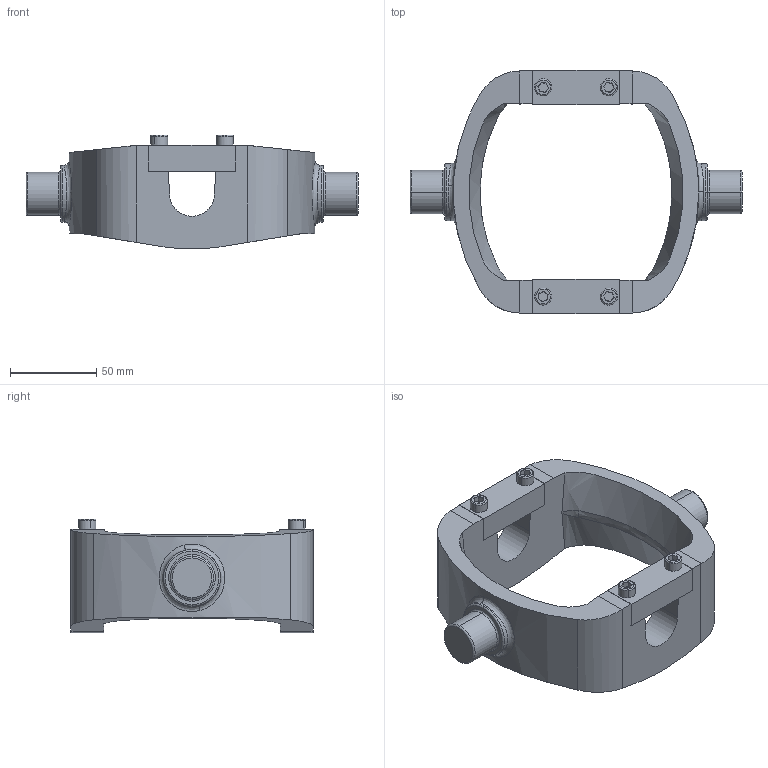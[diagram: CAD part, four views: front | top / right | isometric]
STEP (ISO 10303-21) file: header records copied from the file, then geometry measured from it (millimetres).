
FILE_DESCRIPTION (( 'STEP AP203' ), '1' );
FILE_NAME ('BER00.STEP', '2015-01-21T09:54:23', ( '' ), ( '' ), 'SwSTEP 2.0', 'SolidWorks 2015', '' );
FILE_SCHEMA (( 'CONFIG_CONTROL_DESIGN' ));
Length unit declared in the file: millimetre
Products named in the file (4): BRÜCKEBER00; M6 - 25; BER00; BER00BR_BER00
Assembly tree (7 placements, depth 2):
  BER00
    BER00BR_BER00
    BRÜCKEBER00  x2
    M6 - 25  x4
Bounding box: 192 x 141 x 65.87 mm (x, y, z)
Volume: 362550.5 mm3; surface area: 72254.1 mm2
Topology: 7 solids, 7 shells, 220 faces, 531 edges, 338 vertices
Faces by surface type: plane 114, cylinder 56, torus 20, cone 16, bspline 14
Entity records: 6777 total; most frequent: CARTESIAN_POINT 3083, ORIENTED_EDGE 690, DIRECTION 641, EDGE_CURVE 345, AXIS2_PLACEMENT_3D 233, VERTEX_POINT 226, VECTOR 175, LINE 175
